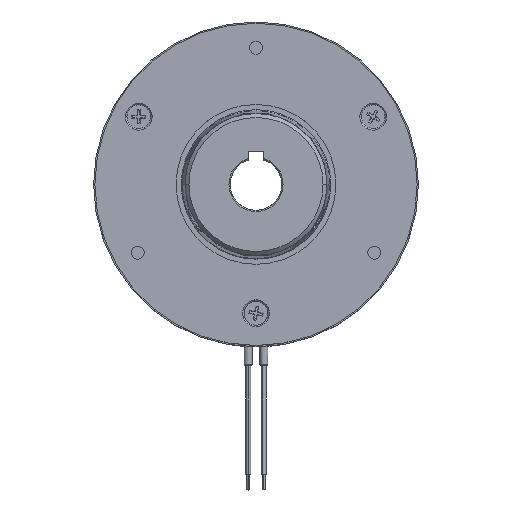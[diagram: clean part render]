
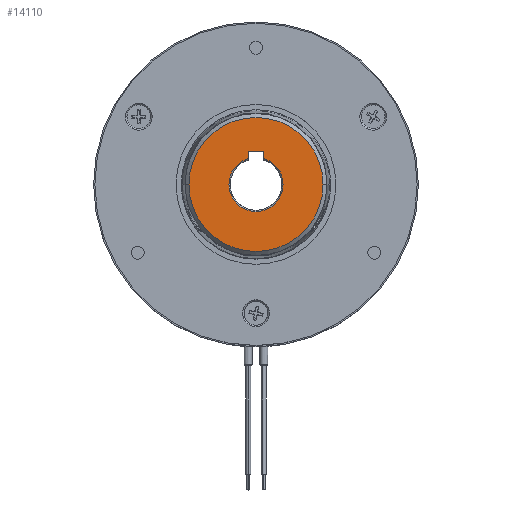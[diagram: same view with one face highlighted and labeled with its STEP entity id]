
A CAD part, top view. The second image highlights one B-rep face of the part: STEP entity #14110.
In plain terms, the highlighted face is planar.
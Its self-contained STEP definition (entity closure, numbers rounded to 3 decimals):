
#564 = AXIS2_PLACEMENT_3D ( 'NONE', #27174, #12362, #12642 ) ;
#708 = CARTESIAN_POINT ( 'NONE',  ( -26., 0., -30. ) ) ;
#733 = VERTEX_POINT ( 'NONE', #5140 ) ;
#907 = ORIENTED_EDGE ( 'NONE', *, *, #25391, .T. ) ;
#981 = CARTESIAN_POINT ( 'NONE',  ( -10.5, 0., -30. ) ) ;
#1471 = AXIS2_PLACEMENT_3D ( 'NONE', #18515, #14410, #11946 ) ;
#1501 = CARTESIAN_POINT ( 'NONE',  ( 0., 0., -30. ) ) ;
#1833 = VERTEX_POINT ( 'NONE', #5252 ) ;
#3061 = PLANE ( 'NONE',  #18633 ) ;
#3192 = DIRECTION ( 'NONE',  ( 0., 0., 1. ) ) ;
#4028 = EDGE_CURVE ( 'NONE', #5467, #13642, #23337, .T. ) ;
#5140 = CARTESIAN_POINT ( 'NONE',  ( 3., 12.8, -30. ) ) ;
#5149 = CIRCLE ( 'NONE', #10852, 10.5 ) ;
#5172 = DIRECTION ( 'NONE',  ( 0., 0., -1. ) ) ;
#5252 = CARTESIAN_POINT ( 'NONE',  ( 26., 0., -30. ) ) ;
#5434 = ORIENTED_EDGE ( 'NONE', *, *, #12775, .T. ) ;
#5467 = VERTEX_POINT ( 'NONE', #17547 ) ;
#6214 = ORIENTED_EDGE ( 'NONE', *, *, #21335, .T. ) ;
#6273 = EDGE_CURVE ( 'NONE', #733, #11531, #21316, .T. ) ;
#6316 = VERTEX_POINT ( 'NONE', #708 ) ;
#6549 = EDGE_CURVE ( 'NONE', #6316, #1833, #10204, .T. ) ;
#6904 = FACE_OUTER_BOUND ( 'NONE', #9831, .T. ) ;
#7097 = LINE ( 'NONE', #11628, #19336 ) ;
#7485 = AXIS2_PLACEMENT_3D ( 'NONE', #22072, #5172, #9562 ) ;
#7601 = VECTOR ( 'NONE', #10457, 1000. ) ;
#7659 = CARTESIAN_POINT ( 'NONE',  ( -3., 10.062, -30. ) ) ;
#9562 = DIRECTION ( 'NONE',  ( 1., 0., 0. ) ) ;
#9831 = EDGE_LOOP ( 'NONE', ( #907, #15497 ) ) ;
#10173 = AXIS2_PLACEMENT_3D ( 'NONE', #23793, #13636, #13362 ) ;
#10204 = CIRCLE ( 'NONE', #564, 26. ) ;
#10457 = DIRECTION ( 'NONE',  ( -1., 0., 0. ) ) ;
#10546 = CIRCLE ( 'NONE', #7485, 26. ) ;
#10852 = AXIS2_PLACEMENT_3D ( 'NONE', #1501, #16219, #14423 ) ;
#10887 = CARTESIAN_POINT ( 'NONE',  ( 3., 12.8, -30. ) ) ;
#11531 = VERTEX_POINT ( 'NONE', #15448 ) ;
#11628 = CARTESIAN_POINT ( 'NONE',  ( 3., 12.8, -30. ) ) ;
#11946 = DIRECTION ( 'NONE',  ( 1., 0., 0. ) ) ;
#12362 = DIRECTION ( 'NONE',  ( 0., 0., -1. ) ) ;
#12642 = DIRECTION ( 'NONE',  ( 1., 0., 0. ) ) ;
#12775 = EDGE_CURVE ( 'NONE', #11531, #18136, #17902, .T. ) ;
#13047 = VECTOR ( 'NONE', #23949, 1000. ) ;
#13362 = DIRECTION ( 'NONE',  ( 1., 0., 0. ) ) ;
#13505 = FACE_BOUND ( 'NONE', #24929, .T. ) ;
#13635 = CARTESIAN_POINT ( 'NONE',  ( 0., 10., -30. ) ) ;
#13636 = DIRECTION ( 'NONE',  ( 0., 0., 1. ) ) ;
#13642 = VERTEX_POINT ( 'NONE', #25302 ) ;
#14110 = ADVANCED_FACE ( 'NONE', ( #6904, #13505 ), #3061, .F. ) ;
#14410 = DIRECTION ( 'NONE',  ( 0., 0., 1. ) ) ;
#14423 = DIRECTION ( 'NONE',  ( 1., 0., 0. ) ) ;
#15448 = CARTESIAN_POINT ( 'NONE',  ( -3., 12.8, -30. ) ) ;
#15497 = ORIENTED_EDGE ( 'NONE', *, *, #6549, .T. ) ;
#16219 = DIRECTION ( 'NONE',  ( 0., 0., 1. ) ) ;
#16296 = EDGE_CURVE ( 'NONE', #26982, #5467, #19477, .T. ) ;
#16618 = ORIENTED_EDGE ( 'NONE', *, *, #4028, .T. ) ;
#17547 = CARTESIAN_POINT ( 'NONE',  ( 10.5, 0., -30. ) ) ;
#17902 = LINE ( 'NONE', #18029, #13047 ) ;
#18029 = CARTESIAN_POINT ( 'NONE',  ( -3., 12.8, -30. ) ) ;
#18136 = VERTEX_POINT ( 'NONE', #7659 ) ;
#18515 = CARTESIAN_POINT ( 'NONE',  ( 0., 0., -30. ) ) ;
#18633 = AXIS2_PLACEMENT_3D ( 'NONE', #13635, #3192, #19949 ) ;
#19336 = VECTOR ( 'NONE', #20009, 1000. ) ;
#19477 = CIRCLE ( 'NONE', #1471, 10.5 ) ;
#19949 = DIRECTION ( 'NONE',  ( 1., 0., 0. ) ) ;
#20009 = DIRECTION ( 'NONE',  ( 0., 1., 0. ) ) ;
#20675 = ORIENTED_EDGE ( 'NONE', *, *, #6273, .T. ) ;
#21316 = LINE ( 'NONE', #10887, #7601 ) ;
#21335 = EDGE_CURVE ( 'NONE', #18136, #26982, #5149, .T. ) ;
#22072 = CARTESIAN_POINT ( 'NONE',  ( 0., 0., -30. ) ) ;
#23337 = CIRCLE ( 'NONE', #10173, 10.5 ) ;
#23793 = CARTESIAN_POINT ( 'NONE',  ( 0., 0., -30. ) ) ;
#23949 = DIRECTION ( 'NONE',  ( 0., -1., 0. ) ) ;
#24342 = ORIENTED_EDGE ( 'NONE', *, *, #25375, .T. ) ;
#24929 = EDGE_LOOP ( 'NONE', ( #5434, #6214, #25328, #16618, #24342, #20675 ) ) ;
#25302 = CARTESIAN_POINT ( 'NONE',  ( 3., 10.062, -30. ) ) ;
#25328 = ORIENTED_EDGE ( 'NONE', *, *, #16296, .T. ) ;
#25375 = EDGE_CURVE ( 'NONE', #13642, #733, #7097, .T. ) ;
#25391 = EDGE_CURVE ( 'NONE', #1833, #6316, #10546, .T. ) ;
#26982 = VERTEX_POINT ( 'NONE', #981 ) ;
#27174 = CARTESIAN_POINT ( 'NONE',  ( 0., 0., -30. ) ) ;
